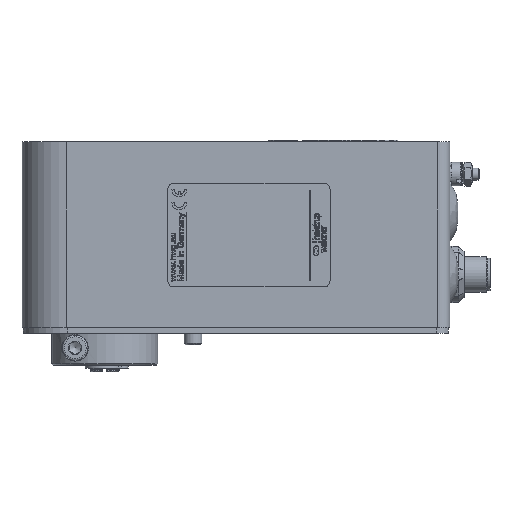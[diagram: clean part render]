
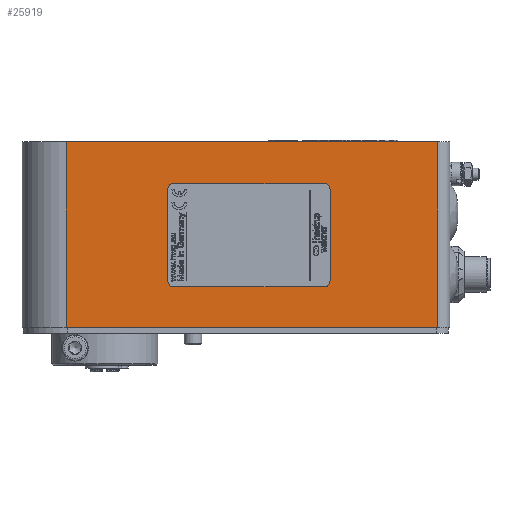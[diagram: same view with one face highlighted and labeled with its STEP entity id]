
A CAD part, left-side view. The second image highlights one B-rep face of the part: STEP entity #25919.
In plain terms, the highlighted planar face has unit normal (-1, 0, 0).
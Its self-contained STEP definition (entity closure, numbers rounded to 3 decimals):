
#177=FACE_BOUND('',#9598,.T.);
#2591=LINE('',#39471,#4886);
#2595=LINE('',#39480,#4890);
#2598=LINE('',#39488,#4893);
#2601=LINE('',#39496,#4896);
#3391=LINE('',#44636,#5686);
#3573=LINE('',#45404,#5868);
#3580=LINE('',#45426,#5875);
#3582=LINE('',#45429,#5877);
#4886=VECTOR('',#29755,10.);
#4890=VECTOR('',#29765,10.);
#4893=VECTOR('',#29774,10.);
#4896=VECTOR('',#29783,10.);
#5686=VECTOR('',#31529,10.);
#5868=VECTOR('',#32199,10.);
#5875=VECTOR('',#32230,10.);
#5877=VECTOR('',#32234,10.);
#6859=PLANE('',#27306);
#8144=FACE_OUTER_BOUND('',#9597,.T.);
#9597=EDGE_LOOP('',(#22826,#22827,#22828,#22829));
#9598=EDGE_LOOP('',(#22830,#22831,#22832,#22833,#22834,#22835,#22836,#22837));
#9801=CIRCLE('',#26564,2.);
#9802=CIRCLE('',#26567,2.);
#9803=CIRCLE('',#26570,2.);
#9804=CIRCLE('',#26573,2.);
#11373=VERTEX_POINT('',#39469);
#11374=VERTEX_POINT('',#39470);
#11375=VERTEX_POINT('',#39475);
#11376=VERTEX_POINT('',#39479);
#11377=VERTEX_POINT('',#39483);
#11378=VERTEX_POINT('',#39487);
#11379=VERTEX_POINT('',#39491);
#11380=VERTEX_POINT('',#39495);
#12236=VERTEX_POINT('',#44633);
#12237=VERTEX_POINT('',#44635);
#12445=VERTEX_POINT('',#45401);
#12446=VERTEX_POINT('',#45403);
#14344=EDGE_CURVE('',#11373,#11374,#2591,.T.);
#14347=EDGE_CURVE('',#11374,#11375,#9801,.T.);
#14349=EDGE_CURVE('',#11375,#11376,#2595,.T.);
#14351=EDGE_CURVE('',#11376,#11377,#9802,.T.);
#14353=EDGE_CURVE('',#11377,#11378,#2598,.T.);
#14355=EDGE_CURVE('',#11378,#11379,#9803,.T.);
#14357=EDGE_CURVE('',#11379,#11380,#2601,.T.);
#14359=EDGE_CURVE('',#11380,#11373,#9804,.T.);
#15625=EDGE_CURVE('',#12236,#12237,#3391,.T.);
#15955=EDGE_CURVE('',#12445,#12446,#3573,.T.);
#15966=EDGE_CURVE('',#12445,#12237,#3580,.T.);
#15968=EDGE_CURVE('',#12446,#12236,#3582,.T.);
#22826=ORIENTED_EDGE('',*,*,#15968,.F.);
#22827=ORIENTED_EDGE('',*,*,#15955,.F.);
#22828=ORIENTED_EDGE('',*,*,#15966,.T.);
#22829=ORIENTED_EDGE('',*,*,#15625,.F.);
#22830=ORIENTED_EDGE('',*,*,#14344,.T.);
#22831=ORIENTED_EDGE('',*,*,#14347,.T.);
#22832=ORIENTED_EDGE('',*,*,#14349,.T.);
#22833=ORIENTED_EDGE('',*,*,#14351,.T.);
#22834=ORIENTED_EDGE('',*,*,#14353,.T.);
#22835=ORIENTED_EDGE('',*,*,#14355,.T.);
#22836=ORIENTED_EDGE('',*,*,#14357,.T.);
#22837=ORIENTED_EDGE('',*,*,#14359,.T.);
#25919=ADVANCED_FACE('',(#8144,#177),#6859,.T.);
#26564=AXIS2_PLACEMENT_3D('',#39476,#29760,#29761);
#26567=AXIS2_PLACEMENT_3D('',#39484,#29769,#29770);
#26570=AXIS2_PLACEMENT_3D('',#39492,#29778,#29779);
#26573=AXIS2_PLACEMENT_3D('',#39499,#29787,#29788);
#27306=AXIS2_PLACEMENT_3D('',#45428,#32232,#32233);
#29755=DIRECTION('',(0.,0.,1.));
#29760=DIRECTION('center_axis',(1.,0.,0.));
#29761=DIRECTION('ref_axis',(0.,0.,
1.));
#29765=DIRECTION('',(0.,-1.,0.));
#29769=DIRECTION('center_axis',(1.,0.,0.));
#29770=DIRECTION('ref_axis',(0.,-1.,0.));
#29774=DIRECTION('',(0.,0.,-1.));
#29778=DIRECTION('center_axis',(1.,0.,0.));
#29779=DIRECTION('ref_axis',(0.,0.,
-1.));
#29783=DIRECTION('',(0.,1.,0.));
#29787=DIRECTION('center_axis',(1.,0.,0.));
#29788=DIRECTION('ref_axis',(0.,1.,0.));
#31529=DIRECTION('',(0.,-1.,0.));
#32199=DIRECTION('',(0.,1.,0.));
#32230=DIRECTION('',(0.,0.,1.));
#32232=DIRECTION('center_axis',(-1.,0.,0.));
#32233=DIRECTION('ref_axis',(0.,0.,1.));
#32234=DIRECTION('',(0.,0.,1.));
#39469=CARTESIAN_POINT('',(0.,95.562,15.79));
#39470=CARTESIAN_POINT('',(0.,95.562,46.79));
#39471=CARTESIAN_POINT('',(0.,95.562,23.395));
#39475=CARTESIAN_POINT('',(0.,93.562,48.79));
#39476=CARTESIAN_POINT('Origin',(0.,93.562,
46.79));
#39479=CARTESIAN_POINT('',(0.,42.562,48.79));
#39480=CARTESIAN_POINT('',(0.,23.281,48.79));
#39483=CARTESIAN_POINT('',(0.,40.562,46.79));
#39484=CARTESIAN_POINT('Origin',(0.,42.562,
46.79));
#39487=CARTESIAN_POINT('',(0.,40.562,15.79));
#39488=CARTESIAN_POINT('',(0.,40.562,7.895));
#39491=CARTESIAN_POINT('',(0.,42.562,13.79));
#39492=CARTESIAN_POINT('Origin',(0.,42.562,
15.79));
#39495=CARTESIAN_POINT('',(0.,93.562,13.79));
#39496=CARTESIAN_POINT('',(0.,48.781,13.79));
#39499=CARTESIAN_POINT('Origin',(0.,93.562,
15.79));
#44633=CARTESIAN_POINT('',(0.,130.,63.));
#44635=CARTESIAN_POINT('',(0.,4.,63.));
#44636=CARTESIAN_POINT('',(0.,130.,63.));
#45401=CARTESIAN_POINT('',(0.,4.,0.));
#45403=CARTESIAN_POINT('',(0.,130.,0.));
#45404=CARTESIAN_POINT('',(0.,4.,0.));
#45426=CARTESIAN_POINT('',(0.,4.,0.));
#45428=CARTESIAN_POINT('Origin',(0.,4.,
0.));
#45429=CARTESIAN_POINT('',(0.,130.,0.));
